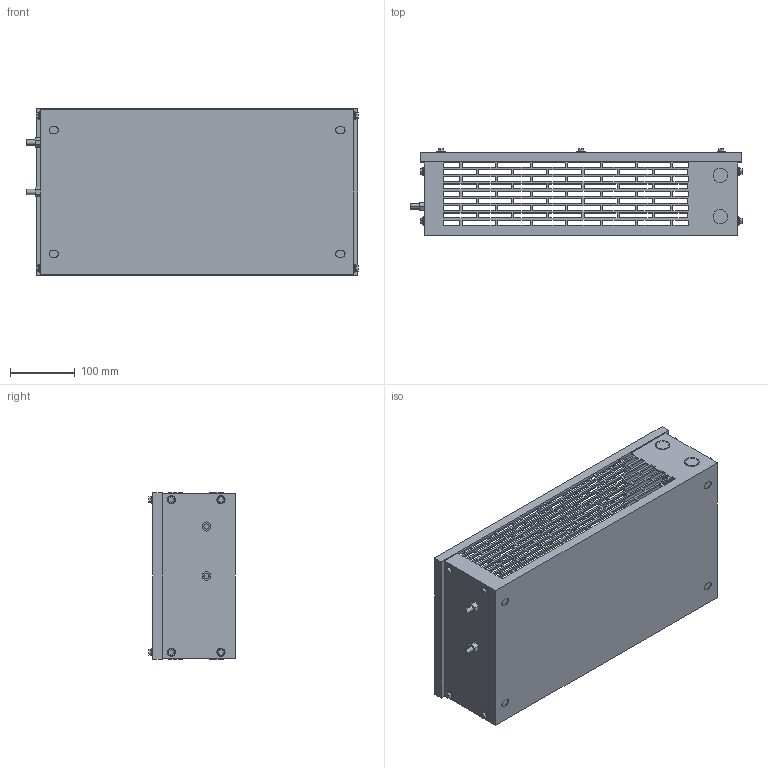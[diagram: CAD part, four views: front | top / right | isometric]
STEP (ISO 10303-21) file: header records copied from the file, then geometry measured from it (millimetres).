
FILE_DESCRIPTION (( 'STEP AP214' ), '1' );
FILE_NAME ('BR-N1-2K2W08P6.STEP', '2024-06-27T14:56:14', ( '' ), ( '' ), 'SwSTEP 2.0', 'SolidWorks 2021', '' );
FILE_SCHEMA (( 'AUTOMOTIVE_DESIGN' ));
Length unit declared in the file: inch
Products named in the file (1): BR-N1-2K2W08P6
Bounding box: 511.29 x 133.46 x 257.18 mm (x, y, z)
Volume: 836901.5 mm3; surface area: 745307.4 mm2
Topology: 35 solids, 35 shells, 1454 faces, 4128 edges, 2752 vertices
Faces by surface type: plane 1342, cylinder 112
Entity records: 48042 total; most frequent: CARTESIAN_POINT 8335, ORIENTED_EDGE 8256, DIRECTION 7262, EDGE_CURVE 4128, LINE 3904, VECTOR 3904, VERTEX_POINT 2752, EDGE_LOOP 2068
